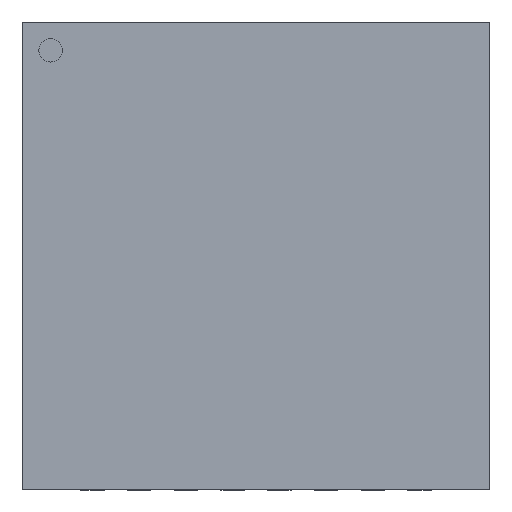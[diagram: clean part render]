
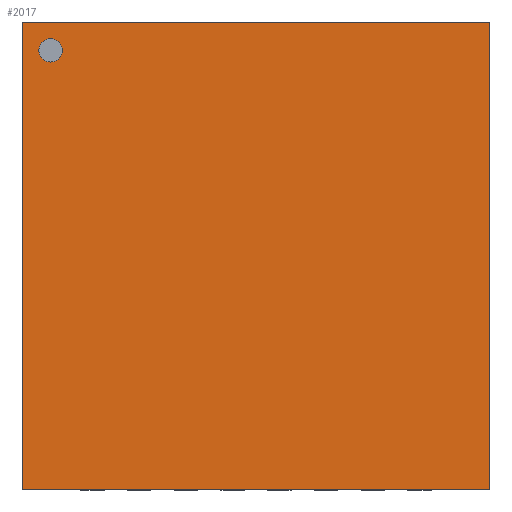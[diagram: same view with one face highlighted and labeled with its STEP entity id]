
A CAD part, top view. The second image highlights one B-rep face of the part: STEP entity #2017.
In plain terms, the highlighted planar face has unit normal (0, 0, 1).
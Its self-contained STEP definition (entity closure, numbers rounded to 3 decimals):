
#41 = CARTESIAN_POINT ( 'NONE',  ( -2.075, 2.2, 1. ) ) ;
#58 = CARTESIAN_POINT ( 'NONE',  ( 0., -2.5, 1. ) ) ;
#85 = ORIENTED_EDGE ( 'NONE', *, *, #1711, .T. ) ;
#269 = AXIS2_PLACEMENT_3D ( 'NONE', #2450, #1351, #5171 ) ;
#564 = VECTOR ( 'NONE', #2665, 1000. ) ;
#604 = EDGE_CURVE ( 'NONE', #1916, #3918, #3667, .T. ) ;
#609 = LINE ( 'NONE', #58, #6849 ) ;
#688 = VERTEX_POINT ( 'NONE', #927 ) ;
#840 = ORIENTED_EDGE ( 'NONE', *, *, #604, .T. ) ;
#927 = CARTESIAN_POINT ( 'NONE',  ( -2.5, -2.5, 1. ) ) ;
#1240 = DIRECTION ( 'NONE',  ( 0., 0., -1. ) ) ;
#1246 = CARTESIAN_POINT ( 'NONE',  ( -2.2, 2.2, 1. ) ) ;
#1321 = VECTOR ( 'NONE', #1876, 1000. ) ;
#1351 = DIRECTION ( 'NONE',  ( 0., 0., 1. ) ) ;
#1424 = LINE ( 'NONE', #3661, #564 ) ;
#1595 = CARTESIAN_POINT ( 'NONE',  ( -2.5, 2.5, 1. ) ) ;
#1711 = EDGE_CURVE ( 'NONE', #3449, #2497, #2424, .T. ) ;
#1757 = DIRECTION ( 'NONE',  ( 0., 0., -1. ) ) ;
#1786 = PLANE ( 'NONE',  #269 ) ;
#1876 = DIRECTION ( 'NONE',  ( 0., 1., 0. ) ) ;
#1916 = VERTEX_POINT ( 'NONE', #5639 ) ;
#2017 = ADVANCED_FACE ( 'NONE', ( #4581, #6814 ), #1786, .T. ) ;
#2054 = EDGE_LOOP ( 'NONE', ( #7262, #85, #3743, #5653 ) ) ;
#2305 = DIRECTION ( 'NONE',  ( 1., 0., 0. ) ) ;
#2371 = VERTEX_POINT ( 'NONE', #1595 ) ;
#2424 = LINE ( 'NONE', #4669, #1321 ) ;
#2450 = CARTESIAN_POINT ( 'NONE',  ( 0., 0., 1. ) ) ;
#2497 = VERTEX_POINT ( 'NONE', #5201 ) ;
#2611 = AXIS2_PLACEMENT_3D ( 'NONE', #6379, #1240, #3551 ) ;
#2665 = DIRECTION ( 'NONE',  ( -1., 0., 0. ) ) ;
#2899 = DIRECTION ( 'NONE',  ( 1., 0., 0. ) ) ;
#3153 = CARTESIAN_POINT ( 'NONE',  ( -2.5, 0., 1. ) ) ;
#3449 = VERTEX_POINT ( 'NONE', #4027 ) ;
#3465 = ORIENTED_EDGE ( 'NONE', *, *, #4998, .T. ) ;
#3466 = EDGE_LOOP ( 'NONE', ( #3465, #840 ) ) ;
#3514 = EDGE_CURVE ( 'NONE', #688, #3449, #609, .T. ) ;
#3551 = DIRECTION ( 'NONE',  ( 1., 0., 0. ) ) ;
#3618 = CIRCLE ( 'NONE', #4088, 0.125 ) ;
#3661 = CARTESIAN_POINT ( 'NONE',  ( 0., 2.5, 1. ) ) ;
#3667 = CIRCLE ( 'NONE', #2611, 0.125 ) ;
#3743 = ORIENTED_EDGE ( 'NONE', *, *, #5153, .T. ) ;
#3918 = VERTEX_POINT ( 'NONE', #41 ) ;
#3937 = EDGE_CURVE ( 'NONE', #2371, #688, #4189, .T. ) ;
#4027 = CARTESIAN_POINT ( 'NONE',  ( 2.5, -2.5, 1. ) ) ;
#4088 = AXIS2_PLACEMENT_3D ( 'NONE', #1246, #1757, #2899 ) ;
#4189 = LINE ( 'NONE', #3153, #4446 ) ;
#4446 = VECTOR ( 'NONE', #5333, 1000. ) ;
#4581 = FACE_OUTER_BOUND ( 'NONE', #2054, .T. ) ;
#4669 = CARTESIAN_POINT ( 'NONE',  ( 2.5, 0., 1. ) ) ;
#4998 = EDGE_CURVE ( 'NONE', #3918, #1916, #3618, .T. ) ;
#5153 = EDGE_CURVE ( 'NONE', #2497, #2371, #1424, .T. ) ;
#5171 = DIRECTION ( 'NONE',  ( 1., 0., 0. ) ) ;
#5201 = CARTESIAN_POINT ( 'NONE',  ( 2.5, 2.5, 1. ) ) ;
#5333 = DIRECTION ( 'NONE',  ( 0., -1., 0. ) ) ;
#5639 = CARTESIAN_POINT ( 'NONE',  ( -2.325, 2.2, 1. ) ) ;
#5653 = ORIENTED_EDGE ( 'NONE', *, *, #3937, .T. ) ;
#6379 = CARTESIAN_POINT ( 'NONE',  ( -2.2, 2.2, 1. ) ) ;
#6814 = FACE_BOUND ( 'NONE', #3466, .T. ) ;
#6849 = VECTOR ( 'NONE', #2305, 1000. ) ;
#7262 = ORIENTED_EDGE ( 'NONE', *, *, #3514, .T. ) ;
